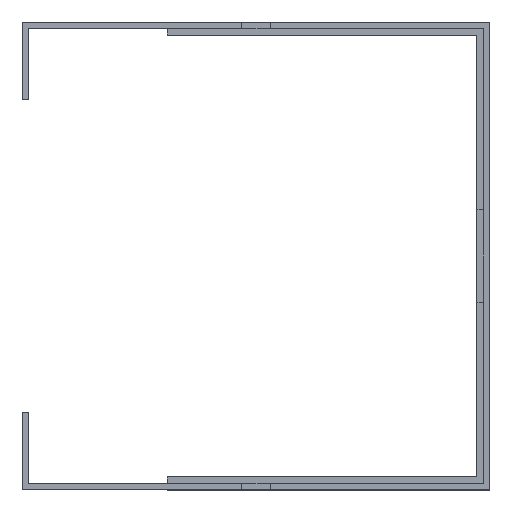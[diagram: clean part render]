
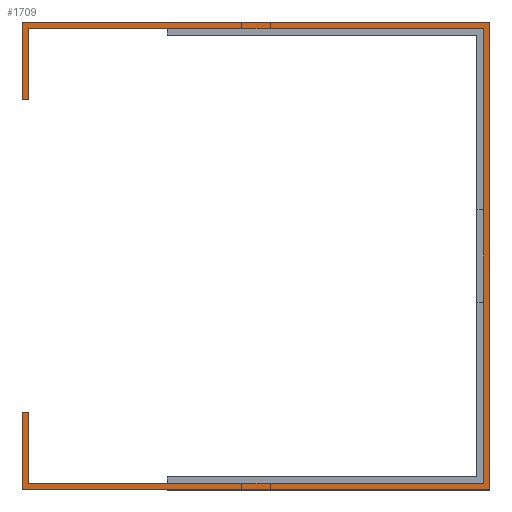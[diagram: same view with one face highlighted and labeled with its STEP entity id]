
A CAD part, left-side view. The second image highlights one B-rep face of the part: STEP entity #1709.
In plain terms, the highlighted planar face has unit normal (-1, 0, 0).
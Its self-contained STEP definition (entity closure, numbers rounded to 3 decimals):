
#2 = LINE ( 'NONE', #1283, #1086 ) ;
#20 = EDGE_CURVE ( 'NONE', #842, #1098, #65, .T. ) ;
#34 = CARTESIAN_POINT ( 'NONE',  ( -2970., 49.3, 24.3 ) ) ;
#35 = VECTOR ( 'NONE', #667, 1000. ) ;
#42 = DIRECTION ( 'NONE',  ( 0., -1., 0. ) ) ;
#51 = CARTESIAN_POINT ( 'NONE',  ( -2970., 49.3, 16.7 ) ) ;
#65 = LINE ( 'NONE', #1422, #1509 ) ;
#68 = CARTESIAN_POINT ( 'NONE',  ( -2970., 50., -16.7 ) ) ;
#84 = LINE ( 'NONE', #372, #212 ) ;
#122 = ORIENTED_EDGE ( 'NONE', *, *, #254, .T. ) ;
#144 = CARTESIAN_POINT ( 'NONE',  ( -2970., 49.3, -24.3 ) ) ;
#147 = VECTOR ( 'NONE', #1335, 1000. ) ;
#168 = EDGE_CURVE ( 'NONE', #890, #381, #84, .T. ) ;
#173 = VECTOR ( 'NONE', #439, 1000. ) ;
#178 = LINE ( 'NONE', #956, #255 ) ;
#180 = LINE ( 'NONE', #900, #1600 ) ;
#182 = LINE ( 'NONE', #951, #1417 ) ;
#212 = VECTOR ( 'NONE', #1551, 1000. ) ;
#238 = VERTEX_POINT ( 'NONE', #432 ) ;
#248 = DIRECTION ( 'NONE',  ( 0., -1., 0. ) ) ;
#254 = EDGE_CURVE ( 'NONE', #458, #341, #1541, .T. ) ;
#255 = VECTOR ( 'NONE', #1082, 1000. ) ;
#280 = EDGE_CURVE ( 'NONE', #669, #1244, #182, .T. ) ;
#289 = EDGE_CURVE ( 'NONE', #890, #238, #178, .T. ) ;
#293 = EDGE_CURVE ( 'NONE', #458, #842, #537, .T. ) ;
#315 = CARTESIAN_POINT ( 'NONE',  ( -2970., 50., 16.7 ) ) ;
#341 = VERTEX_POINT ( 'NONE', #51 ) ;
#342 = DIRECTION ( 'NONE',  ( 0., 0., -1. ) ) ;
#368 = CARTESIAN_POINT ( 'NONE',  ( -2970., 49.3, -24.3 ) ) ;
#372 = CARTESIAN_POINT ( 'NONE',  ( -2970., 50., -24.3 ) ) ;
#375 = FACE_OUTER_BOUND ( 'NONE', #710, .T. ) ;
#381 = VERTEX_POINT ( 'NONE', #1684 ) ;
#383 = CARTESIAN_POINT ( 'NONE',  ( -2970., 0., 25. ) ) ;
#406 = CARTESIAN_POINT ( 'NONE',  ( -2970., 0.7, 24.3 ) ) ;
#419 = LINE ( 'NONE', #1654, #1120 ) ;
#432 = CARTESIAN_POINT ( 'NONE',  ( -2970., 49.3, -16.7 ) ) ;
#439 = DIRECTION ( 'NONE',  ( 0., -1., 0. ) ) ;
#445 = ORIENTED_EDGE ( 'NONE', *, *, #593, .T. ) ;
#458 = VERTEX_POINT ( 'NONE', #786 ) ;
#473 = VERTEX_POINT ( 'NONE', #1298 ) ;
#477 = ORIENTED_EDGE ( 'NONE', *, *, #478, .T. ) ;
#478 = EDGE_CURVE ( 'NONE', #567, #669, #1692, .T. ) ;
#483 = VECTOR ( 'NONE', #1200, 1000. ) ;
#497 = DIRECTION ( 'NONE',  ( 0., 0., 1. ) ) ;
#510 = EDGE_CURVE ( 'NONE', #381, #1261, #624, .T. ) ;
#513 = VECTOR ( 'NONE', #1350, 1000. ) ;
#522 = CARTESIAN_POINT ( 'NONE',  ( -2970., 0., 25. ) ) ;
#527 = VERTEX_POINT ( 'NONE', #1451 ) ;
#535 = LINE ( 'NONE', #1073, #483 ) ;
#537 = LINE ( 'NONE', #315, #513 ) ;
#563 = DIRECTION ( 'NONE',  ( 0., 1., 0. ) ) ;
#567 = VERTEX_POINT ( 'NONE', #819 ) ;
#588 = ORIENTED_EDGE ( 'NONE', *, *, #510, .F. ) ;
#593 = EDGE_CURVE ( 'NONE', #341, #473, #1056, .T. ) ;
#594 = VECTOR ( 'NONE', #497, 1000. ) ;
#624 = LINE ( 'NONE', #1315, #1706 ) ;
#635 = VECTOR ( 'NONE', #791, 1000. ) ;
#656 = VECTOR ( 'NONE', #1343, 1000. ) ;
#659 = EDGE_CURVE ( 'NONE', #527, #1735, #1573, .T. ) ;
#667 = DIRECTION ( 'NONE',  ( 0., 0., 1. ) ) ;
#669 = VERTEX_POINT ( 'NONE', #34 ) ;
#679 = DIRECTION ( 'NONE',  ( 0., 0., -1. ) ) ;
#710 = EDGE_LOOP ( 'NONE', ( #1477, #1217, #1218, #745, #122, #445, #1149, #477, #1253, #1034, #1320, #588, #737, #1333, #1375, #1470 ) ) ;
#737 = ORIENTED_EDGE ( 'NONE', *, *, #168, .F. ) ;
#742 = PLANE ( 'NONE',  #1192 ) ;
#745 = ORIENTED_EDGE ( 'NONE', *, *, #293, .F. ) ;
#753 = CARTESIAN_POINT ( 'NONE',  ( -2970., 50., -25. ) ) ;
#763 = LINE ( 'NONE', #383, #635 ) ;
#786 = CARTESIAN_POINT ( 'NONE',  ( -2970., 50., 16.7 ) ) ;
#791 = DIRECTION ( 'NONE',  ( 0., 0., -1. ) ) ;
#819 = CARTESIAN_POINT ( 'NONE',  ( -2970., 49.3, 24.3 ) ) ;
#842 = VERTEX_POINT ( 'NONE', #1365 ) ;
#885 = VERTEX_POINT ( 'NONE', #68 ) ;
#890 = VERTEX_POINT ( 'NONE', #368 ) ;
#894 = EDGE_CURVE ( 'NONE', #1735, #885, #1462, .T. ) ;
#900 = CARTESIAN_POINT ( 'NONE',  ( -2970., 49.3, -16.7 ) ) ;
#951 = CARTESIAN_POINT ( 'NONE',  ( -2970., 35., 24.3 ) ) ;
#956 = CARTESIAN_POINT ( 'NONE',  ( -2970., 49.3, -16.7 ) ) ;
#1034 = ORIENTED_EDGE ( 'NONE', *, *, #1574, .T. ) ;
#1056 = LINE ( 'NONE', #1191, #147 ) ;
#1073 = CARTESIAN_POINT ( 'NONE',  ( -2970., 0.7, 25. ) ) ;
#1077 = CARTESIAN_POINT ( 'NONE',  ( -2970., 50., 16.7 ) ) ;
#1082 = DIRECTION ( 'NONE',  ( 0., 0., 1. ) ) ;
#1086 = VECTOR ( 'NONE', #248, 1000. ) ;
#1095 = EDGE_CURVE ( 'NONE', #1098, #527, #763, .T. ) ;
#1098 = VERTEX_POINT ( 'NONE', #522 ) ;
#1103 = DIRECTION ( 'NONE',  ( 1., 0., 0. ) ) ;
#1120 = VECTOR ( 'NONE', #563, 1000. ) ;
#1126 = CARTESIAN_POINT ( 'NONE',  ( -2970., 50., -16.7 ) ) ;
#1130 = VERTEX_POINT ( 'NONE', #1159 ) ;
#1149 = ORIENTED_EDGE ( 'NONE', *, *, #1430, .T. ) ;
#1159 = CARTESIAN_POINT ( 'NONE',  ( -2970., 0.7, -24.3 ) ) ;
#1191 = CARTESIAN_POINT ( 'NONE',  ( -2970., 49.3, 16.7 ) ) ;
#1192 = AXIS2_PLACEMENT_3D ( 'NONE', #1371, #1103, #342 ) ;
#1200 = DIRECTION ( 'NONE',  ( 0., 0., -1. ) ) ;
#1205 = CARTESIAN_POINT ( 'NONE',  ( -2970., 0., -25. ) ) ;
#1217 = ORIENTED_EDGE ( 'NONE', *, *, #1095, .F. ) ;
#1218 = ORIENTED_EDGE ( 'NONE', *, *, #20, .F. ) ;
#1244 = VERTEX_POINT ( 'NONE', #406 ) ;
#1253 = ORIENTED_EDGE ( 'NONE', *, *, #280, .T. ) ;
#1261 = VERTEX_POINT ( 'NONE', #144 ) ;
#1283 = CARTESIAN_POINT ( 'NONE',  ( -2970., 50., 24.3 ) ) ;
#1298 = CARTESIAN_POINT ( 'NONE',  ( -2970., 49.3, 24.3 ) ) ;
#1315 = CARTESIAN_POINT ( 'NONE',  ( -2970., 49.3, -24.3 ) ) ;
#1320 = ORIENTED_EDGE ( 'NONE', *, *, #1599, .T. ) ;
#1322 = DIRECTION ( 'NONE',  ( 0., -1., 0. ) ) ;
#1333 = ORIENTED_EDGE ( 'NONE', *, *, #289, .T. ) ;
#1335 = DIRECTION ( 'NONE',  ( 0., 0., 1. ) ) ;
#1343 = DIRECTION ( 'NONE',  ( 0., 1., 0. ) ) ;
#1350 = DIRECTION ( 'NONE',  ( 0., 0., 1. ) ) ;
#1365 = CARTESIAN_POINT ( 'NONE',  ( -2970., 50., 25. ) ) ;
#1371 = CARTESIAN_POINT ( 'NONE',  ( -2970., 49.3, -24.3 ) ) ;
#1375 = ORIENTED_EDGE ( 'NONE', *, *, #1423, .T. ) ;
#1417 = VECTOR ( 'NONE', #42, 1000. ) ;
#1422 = CARTESIAN_POINT ( 'NONE',  ( -2970., 50., 25. ) ) ;
#1423 = EDGE_CURVE ( 'NONE', #238, #885, #180, .T. ) ;
#1430 = EDGE_CURVE ( 'NONE', #473, #567, #2, .T. ) ;
#1432 = DIRECTION ( 'NONE',  ( 0., 1., 0. ) ) ;
#1451 = CARTESIAN_POINT ( 'NONE',  ( -2970., 0., -25. ) ) ;
#1462 = LINE ( 'NONE', #1126, #594 ) ;
#1470 = ORIENTED_EDGE ( 'NONE', *, *, #894, .F. ) ;
#1477 = ORIENTED_EDGE ( 'NONE', *, *, #659, .F. ) ;
#1509 = VECTOR ( 'NONE', #1322, 1000. ) ;
#1541 = LINE ( 'NONE', #1077, #173 ) ;
#1551 = DIRECTION ( 'NONE',  ( 0., -1., 0. ) ) ;
#1573 = LINE ( 'NONE', #1205, #656 ) ;
#1574 = EDGE_CURVE ( 'NONE', #1244, #1130, #535, .T. ) ;
#1599 = EDGE_CURVE ( 'NONE', #1130, #1261, #419, .T. ) ;
#1600 = VECTOR ( 'NONE', #1432, 1000. ) ;
#1654 = CARTESIAN_POINT ( 'NONE',  ( -2970., 50., -24.3 ) ) ;
#1684 = CARTESIAN_POINT ( 'NONE',  ( -2970., 49.3, -24.3 ) ) ;
#1692 = LINE ( 'NONE', #1753, #35 ) ;
#1706 = VECTOR ( 'NONE', #679, 1000. ) ;
#1709 = ADVANCED_FACE ( 'NONE', ( #375 ), #742, .F. ) ;
#1735 = VERTEX_POINT ( 'NONE', #753 ) ;
#1753 = CARTESIAN_POINT ( 'NONE',  ( -2970., 49.3, 24.3 ) ) ;
